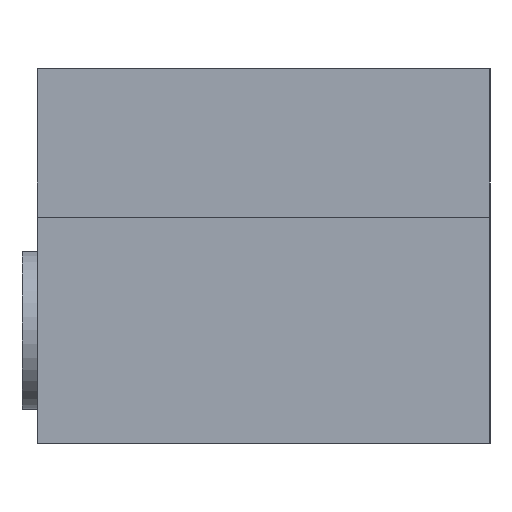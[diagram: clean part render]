
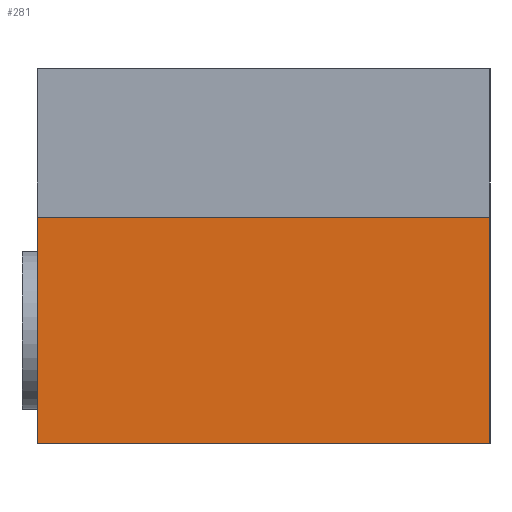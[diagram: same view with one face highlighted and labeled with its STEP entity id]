
A CAD part, left-side view. The second image highlights one B-rep face of the part: STEP entity #281.
In plain terms, the highlighted planar face has unit normal (-1, 0, 0).
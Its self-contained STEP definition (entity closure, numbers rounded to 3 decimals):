
#29=PLANE('',#318);
#44=FACE_OUTER_BOUND('',#62,.T.);
#62=EDGE_LOOP('',(#238,#239,#240,#241));
#92=LINE('',#462,#120);
#93=LINE('',#465,#121);
#94=LINE('',#467,#122);
#95=LINE('',#468,#123);
#120=VECTOR('',#384,10.);
#121=VECTOR('',#387,10.);
#122=VECTOR('',#388,10.);
#123=VECTOR('',#389,10.);
#154=VERTEX_POINT('',#458);
#155=VERTEX_POINT('',#460);
#156=VERTEX_POINT('',#464);
#157=VERTEX_POINT('',#466);
#188=EDGE_CURVE('',#154,#155,#92,.T.);
#189=EDGE_CURVE('',#154,#156,#93,.T.);
#190=EDGE_CURVE('',#157,#155,#94,.T.);
#191=EDGE_CURVE('',#156,#157,#95,.T.);
#238=ORIENTED_EDGE('',*,*,#189,.F.);
#239=ORIENTED_EDGE('',*,*,#188,.T.);
#240=ORIENTED_EDGE('',*,*,#190,.F.);
#241=ORIENTED_EDGE('',*,*,#191,.F.);
#281=ADVANCED_FACE('',(#44),#29,.T.);
#318=AXIS2_PLACEMENT_3D('',#463,#385,#386);
#384=DIRECTION('',(0.,1.,0.));
#385=DIRECTION('center_axis',(-1.,0.,0.));
#386=DIRECTION('ref_axis',(0.,0.,1.));
#387=DIRECTION('',(0.,0.,-1.));
#388=DIRECTION('',(0.,0.,1.));
#389=DIRECTION('',(0.,1.,0.));
#458=CARTESIAN_POINT('',(-115.,0.,15.));
#460=CARTESIAN_POINT('',(-115.,60.,15.));
#462=CARTESIAN_POINT('',(-115.,0.,15.));
#463=CARTESIAN_POINT('Origin',(-115.,0.,-15.));
#464=CARTESIAN_POINT('',(-115.,0.,-15.));
#465=CARTESIAN_POINT('',(-115.,0.,15.));
#466=CARTESIAN_POINT('',(-115.,60.,-15.));
#467=CARTESIAN_POINT('',(-115.,60.,15.));
#468=CARTESIAN_POINT('',(-115.,0.,-15.));
